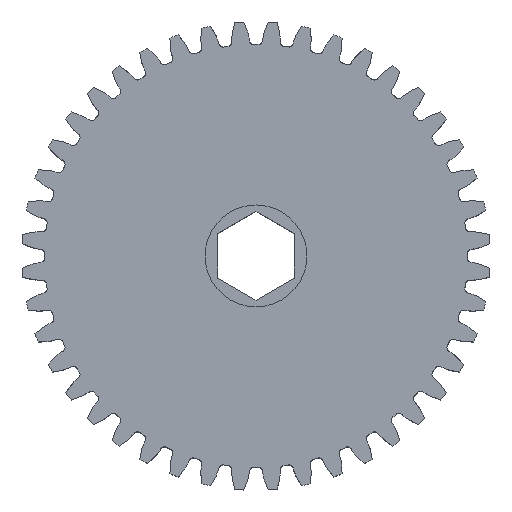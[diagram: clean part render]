
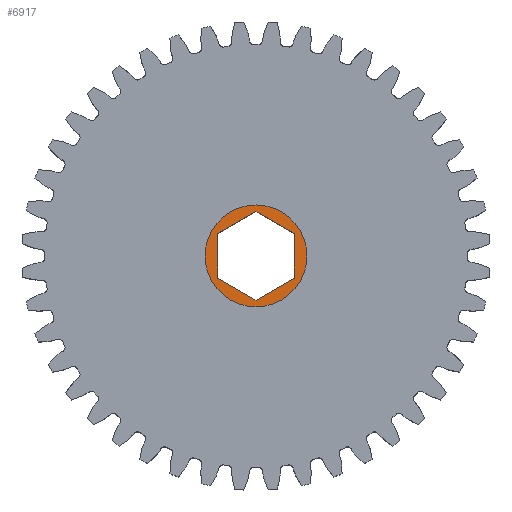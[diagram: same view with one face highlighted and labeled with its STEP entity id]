
A CAD part, top view. The second image highlights one B-rep face of the part: STEP entity #6917.
In plain terms, the highlighted planar face has unit normal (0, 0, 1).
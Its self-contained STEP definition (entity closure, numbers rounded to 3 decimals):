
#329 = VERTEX_POINT ( 'NONE', #2278 ) ;
#391 = EDGE_CURVE ( 'NONE', #10794, #329, #9395, .T. ) ;
#512 = AXIS2_PLACEMENT_3D ( 'NONE', #5064, #14236, #10304 ) ;
#751 = ORIENTED_EDGE ( 'NONE', *, *, #2883, .T. ) ;
#1057 = VECTOR ( 'NONE', #8278, 1000. ) ;
#1304 = LINE ( 'NONE', #11048, #14732 ) ;
#1520 = ORIENTED_EDGE ( 'NONE', *, *, #10472, .F. ) ;
#1640 = CARTESIAN_POINT ( 'NONE',  ( 0., -6.35, 6.3 ) ) ;
#2269 = CARTESIAN_POINT ( 'NONE',  ( 0., -5.529, 6.3 ) ) ;
#2277 = VECTOR ( 'NONE', #13478, 1000. ) ;
#2278 = CARTESIAN_POINT ( 'NONE',  ( 0., 5.529, 6.3 ) ) ;
#2338 = DIRECTION ( 'NONE',  ( 0.866, 0.5, 0. ) ) ;
#2594 = PLANE ( 'NONE',  #10721 ) ;
#2802 = VERTEX_POINT ( 'NONE', #13585 ) ;
#2883 = EDGE_CURVE ( 'NONE', #16255, #10047, #4498, .T. ) ;
#2966 = EDGE_CURVE ( 'NONE', #15820, #15099, #10408, .T. ) ;
#3320 = FACE_OUTER_BOUND ( 'NONE', #14476, .T. ) ;
#3667 = ORIENTED_EDGE ( 'NONE', *, *, #12104, .T. ) ;
#3882 = CARTESIAN_POINT ( 'NONE',  ( -4.788, 2.764, 6.3 ) ) ;
#4366 = CARTESIAN_POINT ( 'NONE',  ( 4.788, 2.764, 6.3 ) ) ;
#4498 = LINE ( 'NONE', #5777, #1057 ) ;
#4615 = DIRECTION ( 'NONE',  ( -0.866, -0.5, 0. ) ) ;
#4964 = DIRECTION ( 'NONE',  ( 0., 0., -1. ) ) ;
#5064 = CARTESIAN_POINT ( 'NONE',  ( 0., 0., 6.3 ) ) ;
#5183 = AXIS2_PLACEMENT_3D ( 'NONE', #8670, #16437, #6064 ) ;
#5423 = ORIENTED_EDGE ( 'NONE', *, *, #16278, .T. ) ;
#5777 = CARTESIAN_POINT ( 'NONE',  ( 0., -5.529, 6.3 ) ) ;
#5807 = CARTESIAN_POINT ( 'NONE',  ( 4.788, 2.764, 6.3 ) ) ;
#5931 = ORIENTED_EDGE ( 'NONE', *, *, #2966, .T. ) ;
#5933 = VECTOR ( 'NONE', #2338, 1000. ) ;
#6064 = DIRECTION ( 'NONE',  ( 0., 1., 0. ) ) ;
#6769 = FACE_BOUND ( 'NONE', #15529, .T. ) ;
#6917 = ADVANCED_FACE ( 'NONE', ( #6769, #3320 ), #2594, .F. ) ;
#7196 = LINE ( 'NONE', #7366, #11484 ) ;
#7202 = ORIENTED_EDGE ( 'NONE', *, *, #391, .T. ) ;
#7366 = CARTESIAN_POINT ( 'NONE',  ( -4.788, -2.764, 6.3 ) ) ;
#7401 = CIRCLE ( 'NONE', #512, 6.35 ) ;
#7577 = CARTESIAN_POINT ( 'NONE',  ( 0., 0., 6.3 ) ) ;
#7855 = EDGE_CURVE ( 'NONE', #329, #15820, #13693, .T. ) ;
#8278 = DIRECTION ( 'NONE',  ( -0.866, 0.5, 0. ) ) ;
#8636 = CIRCLE ( 'NONE', #5183, 6.35 ) ;
#8670 = CARTESIAN_POINT ( 'NONE',  ( 0., 0., 6.3 ) ) ;
#9347 = CARTESIAN_POINT ( 'NONE',  ( -4.788, -2.764, 6.3 ) ) ;
#9395 = LINE ( 'NONE', #14211, #5933 ) ;
#9799 = CARTESIAN_POINT ( 'NONE',  ( 0., 5.529, 6.3 ) ) ;
#10047 = VERTEX_POINT ( 'NONE', #9347 ) ;
#10304 = DIRECTION ( 'NONE',  ( 0., 1., 0. ) ) ;
#10408 = LINE ( 'NONE', #4366, #2277 ) ;
#10472 = EDGE_CURVE ( 'NONE', #2802, #14662, #7401, .T. ) ;
#10721 = AXIS2_PLACEMENT_3D ( 'NONE', #7577, #4964, #14241 ) ;
#10794 = VERTEX_POINT ( 'NONE', #3882 ) ;
#11048 = CARTESIAN_POINT ( 'NONE',  ( 4.788, -2.764, 6.3 ) ) ;
#11484 = VECTOR ( 'NONE', #12552, 1000. ) ;
#12104 = EDGE_CURVE ( 'NONE', #15099, #16255, #1304, .T. ) ;
#12378 = DIRECTION ( 'NONE',  ( 0.866, -0.5, 0. ) ) ;
#12552 = DIRECTION ( 'NONE',  ( 0., 1., 0. ) ) ;
#12966 = ORIENTED_EDGE ( 'NONE', *, *, #16721, .F. ) ;
#13289 = VECTOR ( 'NONE', #12378, 1000. ) ;
#13478 = DIRECTION ( 'NONE',  ( 0., -1., 0. ) ) ;
#13585 = CARTESIAN_POINT ( 'NONE',  ( 0., 6.35, 6.3 ) ) ;
#13693 = LINE ( 'NONE', #9799, #13289 ) ;
#14211 = CARTESIAN_POINT ( 'NONE',  ( -4.788, 2.764, 6.3 ) ) ;
#14236 = DIRECTION ( 'NONE',  ( 0., 0., -1. ) ) ;
#14241 = DIRECTION ( 'NONE',  ( 0., 1., 0. ) ) ;
#14476 = EDGE_LOOP ( 'NONE', ( #1520, #12966 ) ) ;
#14662 = VERTEX_POINT ( 'NONE', #1640 ) ;
#14732 = VECTOR ( 'NONE', #4615, 1000. ) ;
#14739 = CARTESIAN_POINT ( 'NONE',  ( 4.788, -2.764, 6.3 ) ) ;
#15099 = VERTEX_POINT ( 'NONE', #14739 ) ;
#15255 = ORIENTED_EDGE ( 'NONE', *, *, #7855, .T. ) ;
#15529 = EDGE_LOOP ( 'NONE', ( #5423, #7202, #15255, #5931, #3667, #751 ) ) ;
#15820 = VERTEX_POINT ( 'NONE', #5807 ) ;
#16255 = VERTEX_POINT ( 'NONE', #2269 ) ;
#16278 = EDGE_CURVE ( 'NONE', #10047, #10794, #7196, .T. ) ;
#16437 = DIRECTION ( 'NONE',  ( 0., 0., -1. ) ) ;
#16721 = EDGE_CURVE ( 'NONE', #14662, #2802, #8636, .T. ) ;
